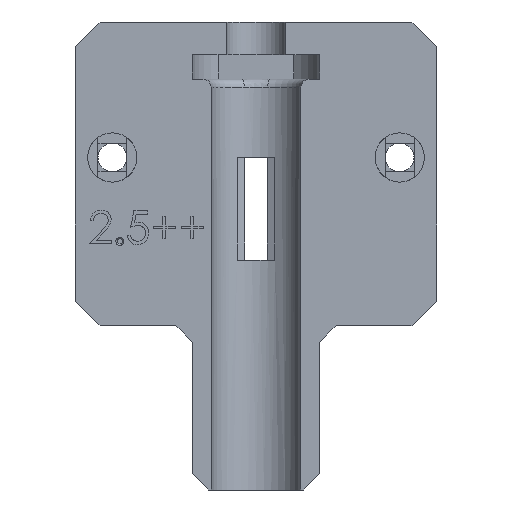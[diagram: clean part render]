
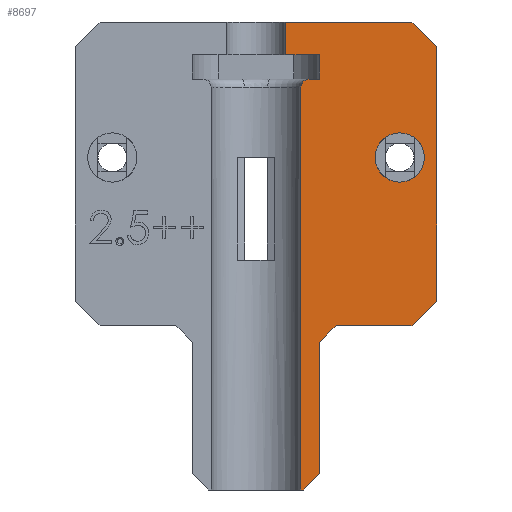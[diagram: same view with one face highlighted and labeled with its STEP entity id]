
A CAD part, front view. The second image highlights one B-rep face of the part: STEP entity #8697.
In plain terms, the highlighted planar face has unit normal (0, -1, 0).
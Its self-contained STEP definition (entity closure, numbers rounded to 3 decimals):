
#31 = LINE ( 'NONE', #2978, #3656 ) ;
#112 = EDGE_CURVE ( 'NONE', #2631, #4414, #8372, .T. ) ;
#178 = EDGE_CURVE ( 'NONE', #1878, #5590, #1209, .T. ) ;
#472 = CARTESIAN_POINT ( 'NONE',  ( 7.75, -26.875, 13.05 ) ) ;
#476 = DIRECTION ( 'NONE',  ( 0., 0., -1. ) ) ;
#519 = EDGE_CURVE ( 'NONE', #6454, #7932, #2426, .T. ) ;
#661 = EDGE_CURVE ( 'NONE', #5268, #8845, #5743, .T. ) ;
#838 = CARTESIAN_POINT ( 'NONE',  ( 6.375, -26.875, 13.05 ) ) ;
#840 = LINE ( 'NONE', #2333, #5192 ) ;
#874 = EDGE_CURVE ( 'NONE', #7585, #1639, #31, .T. ) ;
#884 = EDGE_CURVE ( 'NONE', #6707, #2808, #840, .T. ) ;
#940 = DIRECTION ( 'NONE',  ( 0., 0., -1. ) ) ;
#1040 = ORIENTED_EDGE ( 'NONE', *, *, #6678, .T. ) ;
#1055 = ORIENTED_EDGE ( 'NONE', *, *, #7503, .F. ) ;
#1153 = VECTOR ( 'NONE', #4944, 1000. ) ;
#1209 = CIRCLE ( 'NONE', #1666, 3. ) ;
#1235 = LINE ( 'NONE', #7138, #4735 ) ;
#1307 = CARTESIAN_POINT ( 'NONE',  ( 9.75, -26.875, -17. ) ) ;
#1315 = CARTESIAN_POINT ( 'NONE',  ( 3.625, -26.875, -0.52 ) ) ;
#1320 = DIRECTION ( 'NONE',  ( 1., 0., 0. ) ) ;
#1390 = ORIENTED_EDGE ( 'NONE', *, *, #874, .F. ) ;
#1433 = DIRECTION ( 'NONE',  ( 0., 0., -1. ) ) ;
#1458 = DIRECTION ( 'NONE',  ( 0., 0., -1. ) ) ;
#1639 = VERTEX_POINT ( 'NONE', #2436 ) ;
#1666 = AXIS2_PLACEMENT_3D ( 'NONE', #9147, #8425, #4751 ) ;
#1716 = CARTESIAN_POINT ( 'NONE',  ( 6.475, -26.875, 13.05 ) ) ;
#1723 = VECTOR ( 'NONE', #6967, 1000. ) ;
#1850 = CARTESIAN_POINT ( 'NONE',  ( -22.5, -26.875, 20. ) ) ;
#1859 = LINE ( 'NONE', #3363, #8213 ) ;
#1878 = VERTEX_POINT ( 'NONE', #6696 ) ;
#1917 = PLANE ( 'NONE',  #6179 ) ;
#1942 = VERTEX_POINT ( 'NONE', #5424 ) ;
#1989 = VECTOR ( 'NONE', #7093, 1000. ) ;
#2077 = EDGE_CURVE ( 'NONE', #2345, #7651, #3404, .T. ) ;
#2291 = ORIENTED_EDGE ( 'NONE', *, *, #5147, .T. ) ;
#2333 = CARTESIAN_POINT ( 'NONE',  ( 7.75, -26.875, -6.502 ) ) ;
#2345 = VERTEX_POINT ( 'NONE', #1307 ) ;
#2426 = CIRCLE ( 'NONE', #7857, 1. ) ;
#2436 = CARTESIAN_POINT ( 'NONE',  ( 3.625, -26.875, 16. ) ) ;
#2631 = VERTEX_POINT ( 'NONE', #4049 ) ;
#2638 = FACE_BOUND ( 'NONE', #4890, .T. ) ;
#2808 = VERTEX_POINT ( 'NONE', #6636 ) ;
#2881 = CARTESIAN_POINT ( 'NONE',  ( 7.75, -26.875, 16. ) ) ;
#2885 = ORIENTED_EDGE ( 'NONE', *, *, #5553, .T. ) ;
#2978 = CARTESIAN_POINT ( 'NONE',  ( 6.375, -26.875, 16. ) ) ;
#3108 = DIRECTION ( 'NONE',  ( -1., 0., 0. ) ) ;
#3133 = CARTESIAN_POINT ( 'NONE',  ( 17.5, -26.875, 3.5 ) ) ;
#3244 = LINE ( 'NONE', #7075, #1723 ) ;
#3300 = DIRECTION ( 'NONE',  ( 1., 0., 0. ) ) ;
#3311 = DIRECTION ( 'NONE',  ( 0., 0., 1. ) ) ;
#3363 = CARTESIAN_POINT ( 'NONE',  ( 17.937, -26.875, -18.063 ) ) ;
#3371 = VECTOR ( 'NONE', #3311, 1000. ) ;
#3394 = LINE ( 'NONE', #9389, #1153 ) ;
#3404 = LINE ( 'NONE', #6353, #5823 ) ;
#3585 = ORIENTED_EDGE ( 'NONE', *, *, #519, .T. ) ;
#3612 = CARTESIAN_POINT ( 'NONE',  ( 19., -26.875, -17. ) ) ;
#3649 = EDGE_CURVE ( 'NONE', #1942, #8938, #3394, .T. ) ;
#3656 = VECTOR ( 'NONE', #7463, 1000. ) ;
#3931 = LINE ( 'NONE', #838, #6503 ) ;
#4049 = CARTESIAN_POINT ( 'NONE',  ( 3.625, -26.875, 20. ) ) ;
#4271 = LINE ( 'NONE', #1315, #6335 ) ;
#4339 = AXIS2_PLACEMENT_3D ( 'NONE', #3133, #5905, #1458 ) ;
#4359 = ORIENTED_EDGE ( 'NONE', *, *, #8791, .T. ) ;
#4414 = VERTEX_POINT ( 'NONE', #8760 ) ;
#4418 = ORIENTED_EDGE ( 'NONE', *, *, #4579, .F. ) ;
#4427 = CARTESIAN_POINT ( 'NONE',  ( 22., -26.875, 17. ) ) ;
#4534 = EDGE_CURVE ( 'NONE', #1639, #2631, #4271, .T. ) ;
#4579 = EDGE_CURVE ( 'NONE', #5590, #1878, #7562, .T. ) ;
#4735 = VECTOR ( 'NONE', #1433, 1000. ) ;
#4751 = DIRECTION ( 'NONE',  ( 0., 0., -1. ) ) ;
#4764 = LINE ( 'NONE', #8487, #3371 ) ;
#4868 = CARTESIAN_POINT ( 'NONE',  ( 6.375, -26.875, -6.502 ) ) ;
#4890 = EDGE_LOOP ( 'NONE', ( #4418, #8441 ) ) ;
#4944 = DIRECTION ( 'NONE',  ( 1., 0., 0. ) ) ;
#5147 = EDGE_CURVE ( 'NONE', #7651, #8845, #1859, .T. ) ;
#5192 = VECTOR ( 'NONE', #940, 1000. ) ;
#5268 = VERTEX_POINT ( 'NONE', #4427 ) ;
#5351 = VECTOR ( 'NONE', #6837, 1000. ) ;
#5364 = ORIENTED_EDGE ( 'NONE', *, *, #3649, .T. ) ;
#5390 = LINE ( 'NONE', #6790, #5351 ) ;
#5424 = CARTESIAN_POINT ( 'NONE',  ( 5.475, -26.875, -37. ) ) ;
#5553 = EDGE_CURVE ( 'NONE', #6707, #2345, #3244, .T. ) ;
#5590 = VERTEX_POINT ( 'NONE', #6354 ) ;
#5596 = FACE_OUTER_BOUND ( 'NONE', #8617, .T. ) ;
#5634 = CARTESIAN_POINT ( 'NONE',  ( 5.75, -26.875, -37. ) ) ;
#5743 = LINE ( 'NONE', #9511, #6436 ) ;
#5789 = DIRECTION ( 'NONE',  ( 0., 0., -1. ) ) ;
#5799 = ORIENTED_EDGE ( 'NONE', *, *, #7250, .T. ) ;
#5808 = DIRECTION ( 'NONE',  ( 0., -1., 0. ) ) ;
#5823 = VECTOR ( 'NONE', #1320, 1000. ) ;
#5905 = DIRECTION ( 'NONE',  ( 0., -1., 0. ) ) ;
#6014 = CARTESIAN_POINT ( 'NONE',  ( 22., -26.875, -14. ) ) ;
#6179 = AXIS2_PLACEMENT_3D ( 'NONE', #4868, #7815, #476 ) ;
#6313 = DIRECTION ( 'NONE',  ( 0.707, 0., 0.707 ) ) ;
#6335 = VECTOR ( 'NONE', #7896, 1000. ) ;
#6353 = CARTESIAN_POINT ( 'NONE',  ( 6.375, -26.875, -17. ) ) ;
#6354 = CARTESIAN_POINT ( 'NONE',  ( 17.5, -26.875, 6.5 ) ) ;
#6375 = ORIENTED_EDGE ( 'NONE', *, *, #4534, .F. ) ;
#6436 = VECTOR ( 'NONE', #5789, 1000. ) ;
#6454 = VERTEX_POINT ( 'NONE', #1716 ) ;
#6503 = VECTOR ( 'NONE', #3108, 1000. ) ;
#6528 = VERTEX_POINT ( 'NONE', #472 ) ;
#6599 = CARTESIAN_POINT ( 'NONE',  ( 7.75, -26.875, -19. ) ) ;
#6636 = CARTESIAN_POINT ( 'NONE',  ( 7.75, -26.875, -35. ) ) ;
#6678 = EDGE_CURVE ( 'NONE', #7585, #6528, #1235, .T. ) ;
#6696 = CARTESIAN_POINT ( 'NONE',  ( 17.5, -26.875, 0.5 ) ) ;
#6707 = VERTEX_POINT ( 'NONE', #6599 ) ;
#6712 = ORIENTED_EDGE ( 'NONE', *, *, #2077, .T. ) ;
#6790 = CARTESIAN_POINT ( 'NONE',  ( 25.938, -26.875, 13.062 ) ) ;
#6837 = DIRECTION ( 'NONE',  ( -0.707, 0., 0.707 ) ) ;
#6881 = LINE ( 'NONE', #8439, #1989 ) ;
#6899 = ORIENTED_EDGE ( 'NONE', *, *, #884, .F. ) ;
#6967 = DIRECTION ( 'NONE',  ( 0.707, 0., 0.707 ) ) ;
#7075 = CARTESIAN_POINT ( 'NONE',  ( 7.75, -26.875, -19. ) ) ;
#7093 = DIRECTION ( 'NONE',  ( 0.707, 0., 0.707 ) ) ;
#7138 = CARTESIAN_POINT ( 'NONE',  ( 7.75, -26.875, -6.502 ) ) ;
#7234 = VECTOR ( 'NONE', #3300, 1000. ) ;
#7250 = EDGE_CURVE ( 'NONE', #5268, #4414, #5390, .T. ) ;
#7431 = EDGE_CURVE ( 'NONE', #8938, #2808, #6881, .T. ) ;
#7463 = DIRECTION ( 'NONE',  ( -1., 0., 0. ) ) ;
#7503 = EDGE_CURVE ( 'NONE', #1942, #7932, #4764, .T. ) ;
#7562 = CIRCLE ( 'NONE', #4339, 3. ) ;
#7585 = VERTEX_POINT ( 'NONE', #2881 ) ;
#7651 = VERTEX_POINT ( 'NONE', #3612 ) ;
#7694 = CARTESIAN_POINT ( 'NONE',  ( 5.475, -26.875, 12.05 ) ) ;
#7815 = DIRECTION ( 'NONE',  ( 0., -1., 0. ) ) ;
#7857 = AXIS2_PLACEMENT_3D ( 'NONE', #8124, #5808, #9531 ) ;
#7896 = DIRECTION ( 'NONE',  ( 0., 0., 1. ) ) ;
#7932 = VERTEX_POINT ( 'NONE', #7694 ) ;
#8124 = CARTESIAN_POINT ( 'NONE',  ( 6.475, -26.875, 12.05 ) ) ;
#8213 = VECTOR ( 'NONE', #6313, 1000. ) ;
#8372 = LINE ( 'NONE', #1850, #7234 ) ;
#8399 = ORIENTED_EDGE ( 'NONE', *, *, #7431, .T. ) ;
#8425 = DIRECTION ( 'NONE',  ( 0., -1., 0. ) ) ;
#8439 = CARTESIAN_POINT ( 'NONE',  ( 21.312, -26.875, -21.439 ) ) ;
#8441 = ORIENTED_EDGE ( 'NONE', *, *, #178, .F. ) ;
#8487 = CARTESIAN_POINT ( 'NONE',  ( 5.475, -26.875, -29.608 ) ) ;
#8566 = ORIENTED_EDGE ( 'NONE', *, *, #112, .F. ) ;
#8617 = EDGE_LOOP ( 'NONE', ( #4359, #3585, #1055, #5364, #8399, #6899, #2885, #6712, #2291, #9006, #5799, #8566, #6375, #1390, #1040 ) ) ;
#8697 = ADVANCED_FACE ( 'NONE', ( #2638, #5596 ), #1917, .T. ) ;
#8760 = CARTESIAN_POINT ( 'NONE',  ( 19., -26.875, 20. ) ) ;
#8791 = EDGE_CURVE ( 'NONE', #6528, #6454, #3931, .T. ) ;
#8845 = VERTEX_POINT ( 'NONE', #6014 ) ;
#8938 = VERTEX_POINT ( 'NONE', #5634 ) ;
#9006 = ORIENTED_EDGE ( 'NONE', *, *, #661, .F. ) ;
#9147 = CARTESIAN_POINT ( 'NONE',  ( 17.5, -26.875, 3.5 ) ) ;
#9389 = CARTESIAN_POINT ( 'NONE',  ( 6.375, -26.875, -37. ) ) ;
#9511 = CARTESIAN_POINT ( 'NONE',  ( 22., -26.875, -6.502 ) ) ;
#9531 = DIRECTION ( 'NONE',  ( 0., 0., -1. ) ) ;
